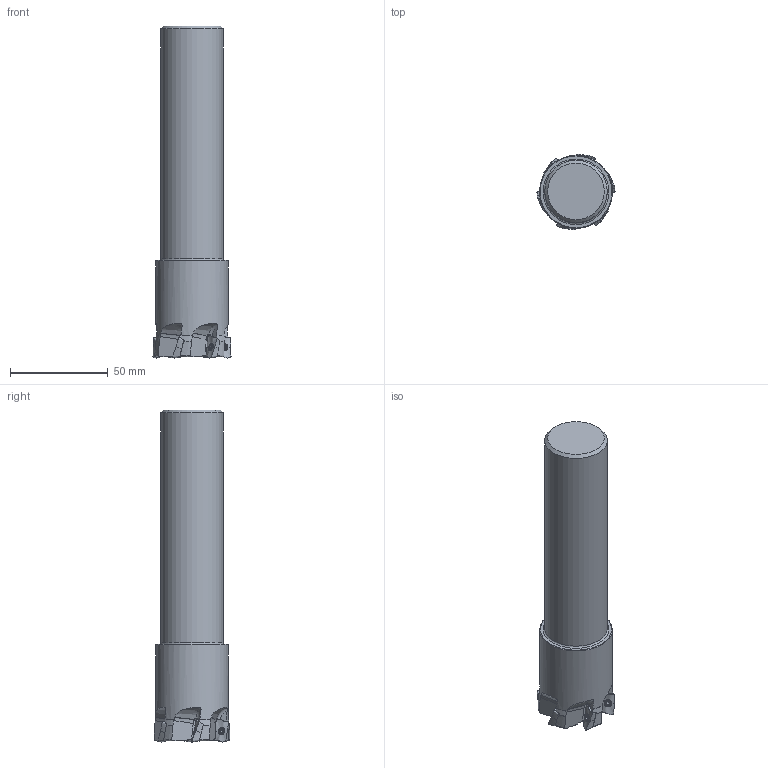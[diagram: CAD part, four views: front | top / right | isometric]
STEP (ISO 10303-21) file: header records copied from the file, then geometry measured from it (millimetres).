
FILE_DESCRIPTION(/* description */ (''),/* implementation_level */ '2;1');
FILE_NAME(/* name */ 'toolassembly_1.stp',/* time_stamp */ '2019-06-27T10:44:40+02:00',/* author */ (''),/* organization */ ('SMS'),/* preprocessor_version */ 'ST-DEVELOPER v16.7',/* originating_system */ 'SIEMENS PLM Software NX 12.0',/* authorisation */ '');
FILE_SCHEMA (('AUTOMOTIVE_DESIGN { 1 0 10303 214 3 1 1 1 }'));
Length unit declared in the file: millimetre
Products named in the file (4): CUT_20190627104403; ASSEMBLY_CONSTRUCTION; NOCUT_20190627104327; TOOLASSEMBLY_1
Assembly tree (8 placements, depth 2):
  TOOLASSEMBLY_1
    NOCUT_20190627104327
    ASSEMBLY_CONSTRUCTION
    CUT_20190627104403  x6
Bounding box: 39.96 x 38.68 x 170 mm (x, y, z)
Volume: 146068.3 mm3; surface area: 21929.1 mm2
Topology: 7 solids, 7 shells, 535 faces, 1440 edges, 942 vertices
Faces by surface type: plane 220, cone 94, extrusion 72, torus 63, cylinder 50, bspline 24, sphere 12
Full cylindrical faces by diameter (mm): 2.5 x6, 2.8 x6, 3.45 x6, 32 x1, 37.322 x1
Entity records: 23047 total; most frequent: CARTESIAN_POINT 11629, ORIENTED_EDGE 2376, DIRECTION 2260, EDGE_CURVE 1188, AXIS2_PLACEMENT_3D 923, VERTEX_POINT 790, EDGE_LOOP 524, ADVANCED_FACE 465
